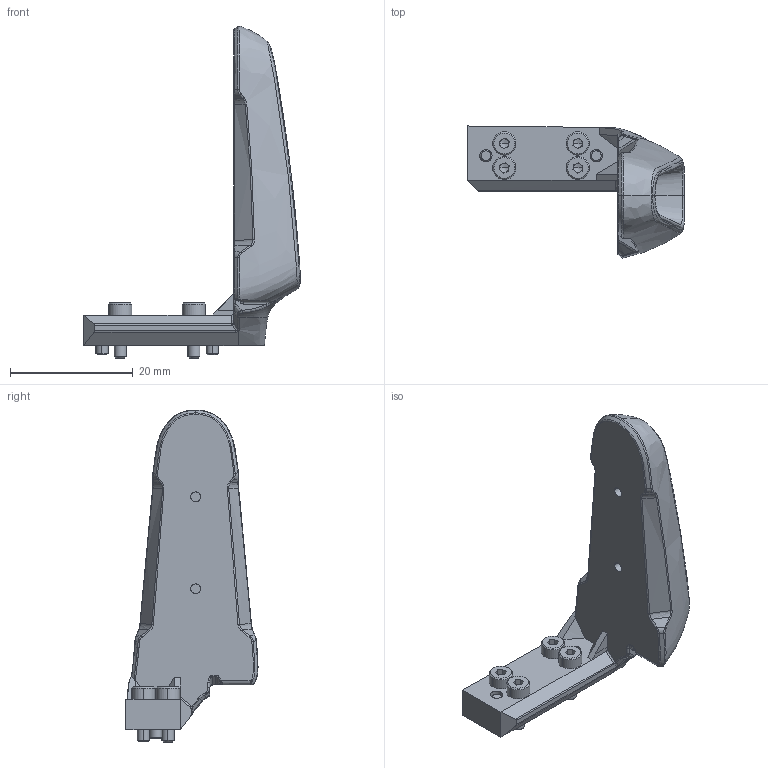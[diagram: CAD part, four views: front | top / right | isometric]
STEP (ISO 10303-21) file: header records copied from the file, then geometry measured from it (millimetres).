
FILE_DESCRIPTION (( 'STEP AP203' ), '1' );
FILE_NAME ('IRB14000_GRIPPER_rev00_Tool1_Finger2.STEP', '2015-06-10T02:48:33', ( 'ABB' ), ( 'ABB' ), 'SwSTEP 2.0', 'SolidWorks 2012', '' );
FILE_SCHEMA (( 'CONFIG_CONTROL_DESIGN' ));
Length unit declared in the file: millimetre
Products named in the file (1): IRB14000_GRIPPER_rev00_Tool1_Finger2
Bounding box: 35.39 x 21.55 x 54.16 mm (x, y, z)
Volume: 5867.2 mm3; surface area: 3894.3 mm2
Topology: 7 solids, 7 shells, 267 faces, 624 edges, 373 vertices
Faces by surface type: bspline 104, plane 78, cylinder 51, cone 32, torus 2
Entity records: 21306 total; most frequent: CARTESIAN_POINT 16161, ORIENTED_EDGE 1232, DIRECTION 755, EDGE_CURVE 616, VERTEX_POINT 373, EDGE_LOOP 289, AXIS2_PLACEMENT_3D 284, ADVANCED_FACE 267
